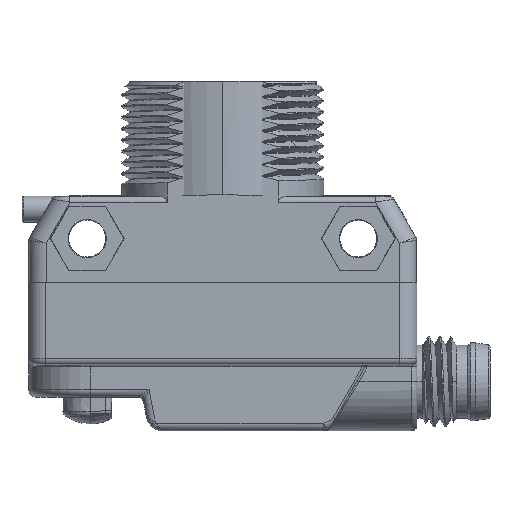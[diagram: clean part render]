
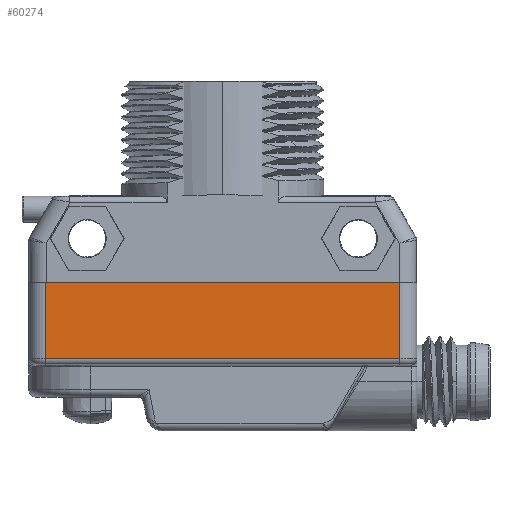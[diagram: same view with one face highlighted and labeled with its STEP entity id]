
A CAD part, left-side view. The second image highlights one B-rep face of the part: STEP entity #60274.
In plain terms, the highlighted planar face has unit normal (-1, 0, 0).
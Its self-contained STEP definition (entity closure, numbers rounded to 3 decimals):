
#55708=DIRECTION('',(0.,1.,0.));
#55709=VECTOR('',#55708,31.5);
#55710=CARTESIAN_POINT('',(-7.5,1.5,0.));
#55711=LINE('',#55710,#55709);
#55757=DIRECTION('',(0.,0.,1.));
#55758=VECTOR('',#55757,6.8);
#55759=CARTESIAN_POINT('',(-7.5,33.,-6.8));
#55760=LINE('',#55759,#55758);
#55780=DIRECTION('',(0.,1.,0.));
#55781=VECTOR('',#55780,31.5);
#55782=CARTESIAN_POINT('',(-7.5,1.5,-6.8));
#55783=LINE('',#55782,#55781);
#55789=DIRECTION('',(0.,0.,-1.));
#55790=VECTOR('',#55789,6.8);
#55791=CARTESIAN_POINT('',(-7.5,1.5,0.));
#55792=LINE('',#55791,#55790);
#56212=CARTESIAN_POINT('',(-7.5,33.,0.));
#56214=VERTEX_POINT('',#56212);
#56219=CARTESIAN_POINT('',(-7.5,1.5,0.));
#56220=VERTEX_POINT('',#56219);
#56635=CARTESIAN_POINT('',(-7.5,33.,-6.8));
#56636=VERTEX_POINT('',#56635);
#56639=CARTESIAN_POINT('',(-7.5,1.5,-6.8));
#56640=VERTEX_POINT('',#56639);
#60262=CARTESIAN_POINT('',(-7.5,0.,-13.2));
#60263=DIRECTION('',(-1.,0.,0.));
#60264=DIRECTION('',(0.,0.,1.));
#60265=AXIS2_PLACEMENT_3D('',#60262,#60263,#60264);
#60266=PLANE('',#60265);
#60267=ORIENTED_EDGE('',*,*,#60255,.T.);
#60268=ORIENTED_EDGE('',*,*,#60230,.T.);
#60269=ORIENTED_EDGE('',*,*,#60199,.F.);
#60271=ORIENTED_EDGE('',*,*,#60270,.T.);
#60272=EDGE_LOOP('',(#60267,#60268,#60269,#60271));
#60273=FACE_OUTER_BOUND('',#60272,.F.);
#60274=ADVANCED_FACE('',(#60273),#60266,.T.);
#60199=EDGE_CURVE('',#56220,#56214,#55711,.T.);
#60230=EDGE_CURVE('',#56636,#56214,#55760,.T.);
#60255=EDGE_CURVE('',#56640,#56636,#55783,.T.);
#60270=EDGE_CURVE('',#56220,#56640,#55792,.T.);
